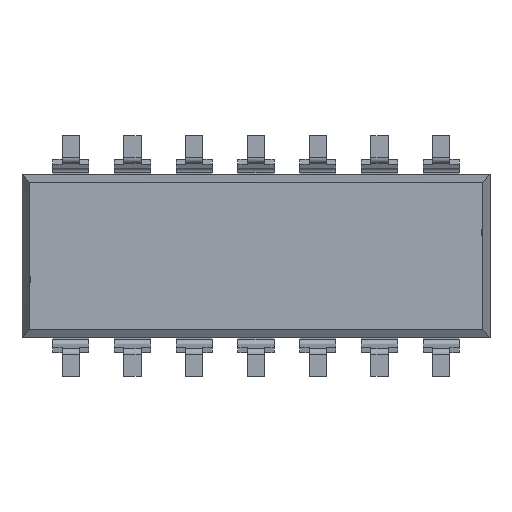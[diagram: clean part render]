
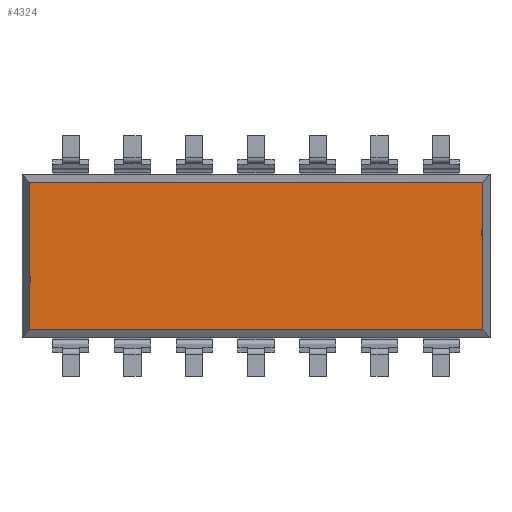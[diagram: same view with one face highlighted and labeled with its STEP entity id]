
A CAD part, front view. The second image highlights one B-rep face of the part: STEP entity #4324.
In plain terms, the highlighted planar face has unit normal (0, -1, 0).
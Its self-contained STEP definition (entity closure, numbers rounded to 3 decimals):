
#769 = EDGE_CURVE ( 'NONE', #11582, #1000, #16393, .T. ) ;
#1000 = VERTEX_POINT ( 'NONE', #19078 ) ;
#2111 = DIRECTION ( 'NONE',  ( 0., 0., 1. ) ) ;
#2280 = AXIS2_PLACEMENT_3D ( 'NONE', #18124, #7488, #2111 ) ;
#2284 = LINE ( 'NONE', #6135, #17987 ) ;
#3893 = VECTOR ( 'NONE', #19370, 1000. ) ;
#4324 = ADVANCED_FACE ( 'NONE', ( #9381 ), #7615, .F. ) ;
#4414 = VECTOR ( 'NONE', #9856, 1000. ) ;
#4784 = ORIENTED_EDGE ( 'NONE', *, *, #5845, .F. ) ;
#5845 = EDGE_CURVE ( 'NONE', #13861, #11582, #2284, .T. ) ;
#6135 = CARTESIAN_POINT ( 'NONE',  ( 0., 0., 3.021 ) ) ;
#6991 = EDGE_CURVE ( 'NONE', #17969, #13861, #19257, .T. ) ;
#7488 = DIRECTION ( 'NONE',  ( 0., 1., 0. ) ) ;
#7615 = PLANE ( 'NONE',  #2280 ) ;
#7774 = DIRECTION ( 'NONE',  ( 1., 0., 0. ) ) ;
#8422 = CARTESIAN_POINT ( 'NONE',  ( -9.296, 0., 0. ) ) ;
#9381 = FACE_OUTER_BOUND ( 'NONE', #21890, .T. ) ;
#9426 = ORIENTED_EDGE ( 'NONE', *, *, #6991, .F. ) ;
#9856 = DIRECTION ( 'NONE',  ( -1., 0., 0. ) ) ;
#10205 = CARTESIAN_POINT ( 'NONE',  ( 9.299, 0.005, 3.025 ) ) ;
#11582 = VERTEX_POINT ( 'NONE', #10205 ) ;
#11738 = ORIENTED_EDGE ( 'NONE', *, *, #769, .F. ) ;
#12922 = DIRECTION ( 'NONE',  ( 0., 0., -1. ) ) ;
#13067 = CARTESIAN_POINT ( 'NONE',  ( -9.299, 0.005, 3.024 ) ) ;
#13627 = CARTESIAN_POINT ( 'NONE',  ( -9.299, 0.005, -3.024 ) ) ;
#13861 = VERTEX_POINT ( 'NONE', #13067 ) ;
#16393 = LINE ( 'NONE', #21657, #20642 ) ;
#16603 = LINE ( 'NONE', #16957, #4414 ) ;
#16957 = CARTESIAN_POINT ( 'NONE',  ( 0., 0., -3.021 ) ) ;
#17877 = ORIENTED_EDGE ( 'NONE', *, *, #21997, .F. ) ;
#17969 = VERTEX_POINT ( 'NONE', #13627 ) ;
#17987 = VECTOR ( 'NONE', #7774, 1000. ) ;
#18124 = CARTESIAN_POINT ( 'NONE',  ( 0., 0., 0. ) ) ;
#19078 = CARTESIAN_POINT ( 'NONE',  ( 9.299, 0.005, -3.024 ) ) ;
#19257 = LINE ( 'NONE', #8422, #3893 ) ;
#19370 = DIRECTION ( 'NONE',  ( 0., 0., 1. ) ) ;
#20642 = VECTOR ( 'NONE', #12922, 1000. ) ;
#21657 = CARTESIAN_POINT ( 'NONE',  ( 9.296, 0., 0. ) ) ;
#21890 = EDGE_LOOP ( 'NONE', ( #17877, #11738, #4784, #9426 ) ) ;
#21997 = EDGE_CURVE ( 'NONE', #1000, #17969, #16603, .T. ) ;
